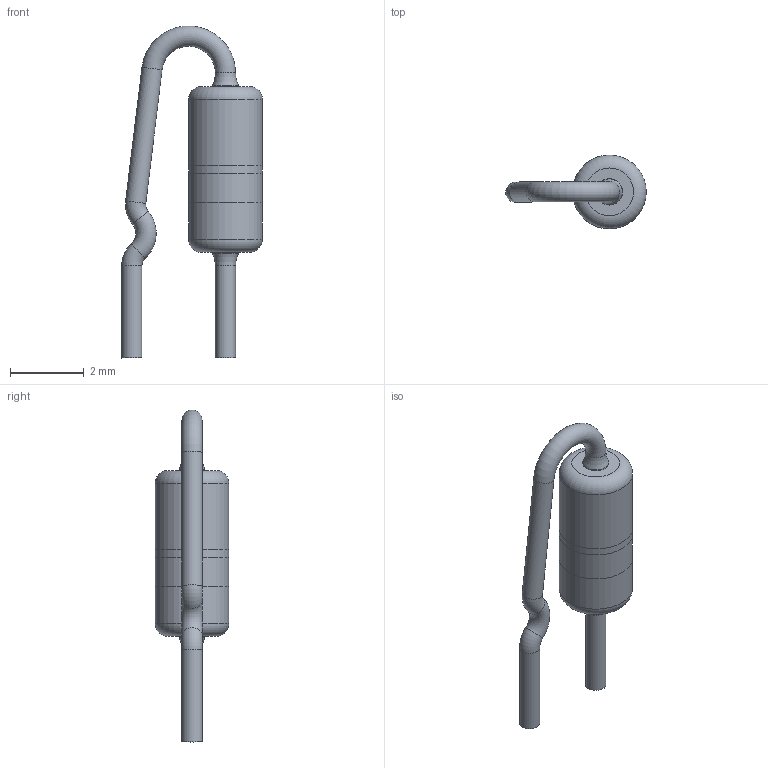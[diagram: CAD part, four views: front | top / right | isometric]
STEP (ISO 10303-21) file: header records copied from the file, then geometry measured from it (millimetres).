
FILE_DESCRIPTION(('STEP AP214'), '1');
FILE_NAME('DO', '2019-03-05T18:01:27', ('Nobody'), (''), 'ASCON STEP Converter 1.3', 'ASCON Math Kernel', '');
FILE_SCHEMA(('AUTOMOTIVE_DESIGN { 1 0 10303 214 3 1 1}'));
Length unit declared in the file: millimetre
Bounding box: 3.81 x 2 x 9.01 mm (x, y, z)
Volume: 17.3 mm3; surface area: 58.8 mm2
Topology: 3 solids, 3 shells, 23 faces, 38 edges, 21 vertices
Faces by surface type: torus 10, cylinder 7, plane 6
Full cylindrical faces by diameter (mm): 0.55 x3, 2 x4
Entity records: 684 total; most frequent: DIRECTION 90, CARTESIAN_POINT 66, AXIS2_PLACEMENT_3D 45, ORIENTED_EDGE 42, EDGE_LOOP 40, FACE_OUTER_BOUND 32, COLOUR_RGB 26, FILL_AREA_STYLE_COLOUR 26
